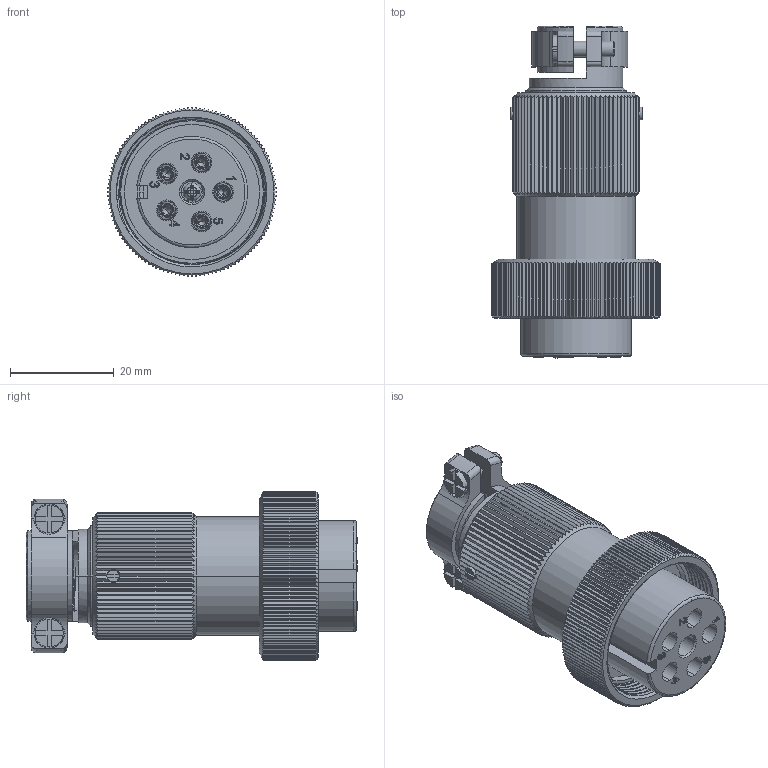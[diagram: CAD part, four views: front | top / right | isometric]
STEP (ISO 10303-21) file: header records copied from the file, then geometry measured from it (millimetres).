
FILE_DESCRIPTION((''),'2;1');
FILE_NAME('HY-T2505-S01E1-GF_SW0002','2017-08-03T',('tc.chen'),(''),'PRO/ENGINEER BY PARAMETRIC TECHNOLOGY CORPORATION, 2012480','PRO/ENGINEER BY PARAMETRIC TECHNOLOGY CORPORATION, 2012480','');
FILE_SCHEMA(('AUTOMOTIVE_DESIGN { 1 0 10303 214 1 1 1 1 }'));
Products named in the file (1): HY-T2505-S01E1-GF_SW0002
Bounding box: 32.5 x 64.02 x 32.5 mm (x, y, z)
Volume: 18028.2 mm3; surface area: 20236.9 mm2
Topology: 1 solids, 1 shells, 1985 faces, 5449 edges, 3537 vertices
Faces by surface type: plane 988, cylinder 498, cone 222, extrusion 99, bspline 97, torus 65, sphere 16
Entity records: 92288 total; most frequent: CARTESIAN_POINT 33390, ORIENTED_EDGE 10858, DIRECTION 8494, EDGE_CURVE 5429, VERTEX_POINT 3537, AXIS2_PLACEMENT_3D 3128, VECTOR 2238, LINE 2139
